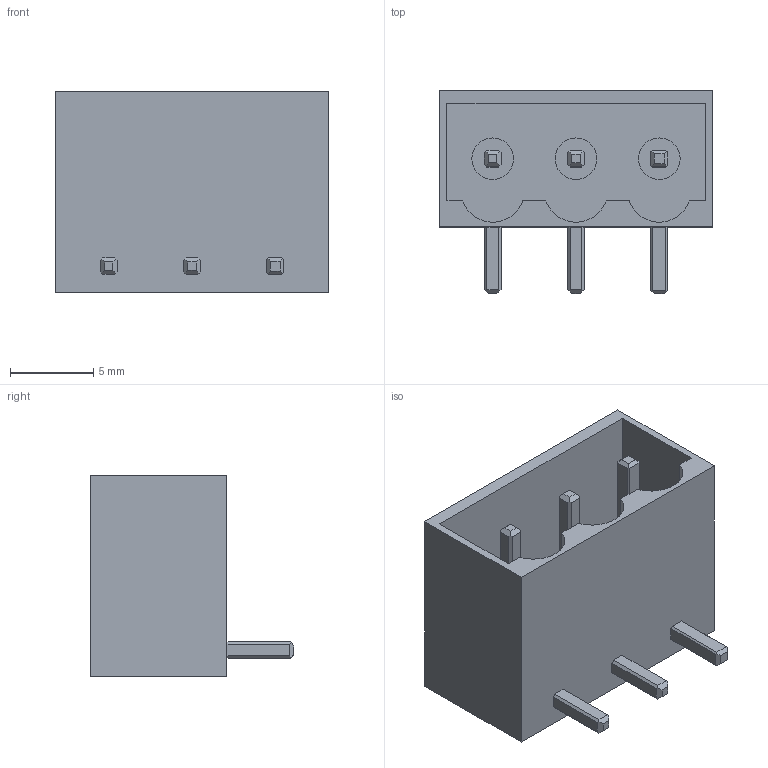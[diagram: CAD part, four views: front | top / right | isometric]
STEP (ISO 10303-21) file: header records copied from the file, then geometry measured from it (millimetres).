
FILE_DESCRIPTION (( 'STEP AP214' ), '1' );
FILE_NAME ('E17134C1-64C6-4B00-8F4C-47C90CF50EA0.STEP', '2023-06-17T05:45:33', ( '' ), ( '' ), 'SwSTEP 2.0', 'SolidWorks 2022', '' );
FILE_SCHEMA (( 'AUTOMOTIVE_DESIGN' ));
Length unit declared in the file: millimetre
Products named in the file (1): E17134C1-64C6-4B00-8F4C-47C90CF50EA0
Bounding box: 16.4 x 12.2 x 12.1 mm (x, y, z)
Volume: 872.9 mm3; surface area: 1357.3 mm2
Topology: 1 solids, 1 shells, 104 faces, 276 edges, 184 vertices
Faces by surface type: plane 95, cylinder 9
Entity records: 4334 total; most frequent: CARTESIAN_POINT 565, ORIENTED_EDGE 552, DIRECTION 504, EDGE_CURVE 276, LINE 258, VECTOR 258, VERTEX_POINT 184, AXIS2_PLACEMENT_3D 123
